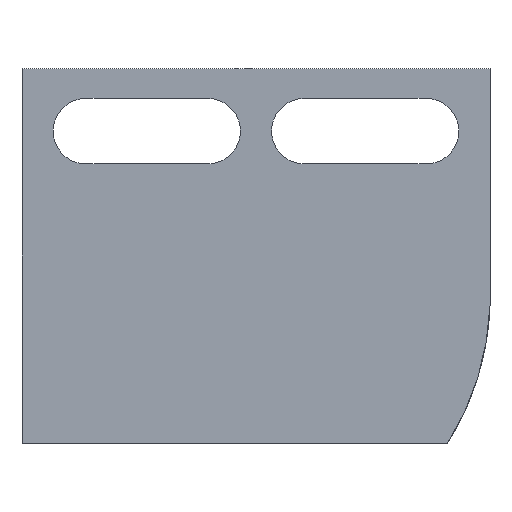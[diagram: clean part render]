
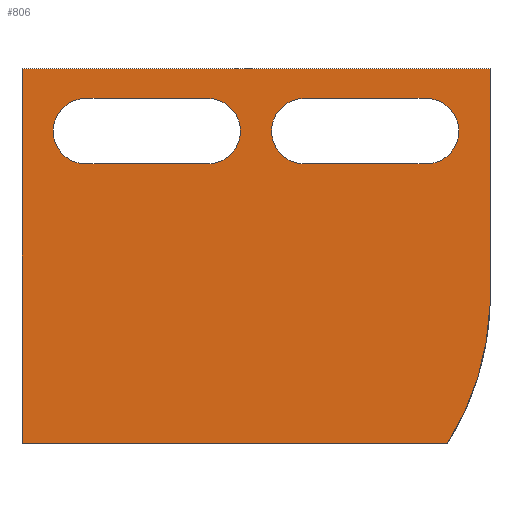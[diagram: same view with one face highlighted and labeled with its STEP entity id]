
A CAD part, front view. The second image highlights one B-rep face of the part: STEP entity #806.
In plain terms, the highlighted planar face has unit normal (0, -1, 0).
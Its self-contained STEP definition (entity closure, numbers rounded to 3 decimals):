
#49=DIRECTION('',(0.,0.,1.));
#50=VECTOR('',#49,24.);
#51=CARTESIAN_POINT('',(0.,-8.,-8.));
#52=LINE('',#51,#50);
#123=CARTESIAN_POINT('',(12.3,-8.,1.477));
#124=DIRECTION('',(0.,-1.,0.));
#125=DIRECTION('',(0.845,0.,-0.535));
#126=AXIS2_PLACEMENT_3D('',#123,#124,#125);
#131=DIRECTION('',(-1.,0.,0.));
#132=VECTOR('',#131,30.);
#133=CARTESIAN_POINT('',(30.,-8.,16.));
#134=LINE('',#133,#132);
#138=CARTESIAN_POINT('',(18.1,-8.,12.));
#139=DIRECTION('',(0.,1.,0.));
#140=DIRECTION('',(0.,0.,-1.));
#141=AXIS2_PLACEMENT_3D('',#138,#139,#140);
#146=CARTESIAN_POINT('',(25.9,-8.,12.));
#147=DIRECTION('',(0.,1.,0.));
#148=DIRECTION('',(0.,0.,1.));
#149=AXIS2_PLACEMENT_3D('',#146,#147,#148);
#154=CARTESIAN_POINT('',(4.1,-8.,12.));
#155=DIRECTION('',(0.,1.,0.));
#156=DIRECTION('',(0.,0.,-1.));
#157=AXIS2_PLACEMENT_3D('',#154,#155,#156);
#162=CARTESIAN_POINT('',(11.9,-8.,12.));
#163=DIRECTION('',(0.,1.,0.));
#164=DIRECTION('',(0.,0.,1.));
#165=AXIS2_PLACEMENT_3D('',#162,#163,#164);
#286=DIRECTION('',(0.,0.,-1.));
#287=VECTOR('',#286,15.173);
#288=CARTESIAN_POINT('',(30.,-8.,16.));
#289=LINE('',#288,#287);
#453=DIRECTION('',(-1.,0.,0.));
#454=VECTOR('',#453,27.263);
#455=CARTESIAN_POINT('',(27.263,-8.,-8.));
#456=LINE('',#455,#454);
#475=DIRECTION('',(-1.,0.,0.));
#476=VECTOR('',#475,7.8);
#477=CARTESIAN_POINT('',(25.9,-8.,14.1));
#478=LINE('',#477,#476);
#503=DIRECTION('',(1.,0.,0.));
#504=VECTOR('',#503,7.8);
#505=CARTESIAN_POINT('',(18.1,-8.,9.9));
#506=LINE('',#505,#504);
#531=DIRECTION('',(-1.,0.,0.));
#532=VECTOR('',#531,7.8);
#533=CARTESIAN_POINT('',(11.9,-8.,14.1));
#534=LINE('',#533,#532);
#559=DIRECTION('',(1.,0.,0.));
#560=VECTOR('',#559,7.8);
#561=CARTESIAN_POINT('',(4.1,-8.,9.9));
#562=LINE('',#561,#560);
#649=CARTESIAN_POINT('',(18.1,-8.,9.9));
#650=CARTESIAN_POINT('',(25.9,-8.,9.9));
#651=VERTEX_POINT('',#649);
#652=VERTEX_POINT('',#650);
#657=CARTESIAN_POINT('',(18.1,-8.,14.1));
#658=VERTEX_POINT('',#657);
#661=CARTESIAN_POINT('',(25.9,-8.,14.1));
#662=VERTEX_POINT('',#661);
#665=CARTESIAN_POINT('',(4.1,-8.,9.9));
#666=CARTESIAN_POINT('',(11.9,-8.,9.9));
#667=VERTEX_POINT('',#665);
#668=VERTEX_POINT('',#666);
#673=CARTESIAN_POINT('',(4.1,-8.,14.1));
#674=VERTEX_POINT('',#673);
#677=CARTESIAN_POINT('',(11.9,-8.,14.1));
#678=VERTEX_POINT('',#677);
#681=CARTESIAN_POINT('',(27.263,-8.,-8.));
#682=CARTESIAN_POINT('',(30.,-8.,0.827));
#683=VERTEX_POINT('',#681);
#684=VERTEX_POINT('',#682);
#690=CARTESIAN_POINT('',(30.,-8.,16.));
#691=VERTEX_POINT('',#690);
#692=CARTESIAN_POINT('',(0.,-8.,16.));
#693=VERTEX_POINT('',#692);
#694=CARTESIAN_POINT('',(0.,-8.,-8.));
#695=VERTEX_POINT('',#694);
#770=CARTESIAN_POINT('',(0.,-8.,-8.));
#771=DIRECTION('',(0.,-1.,0.));
#772=DIRECTION('',(0.,0.,-1.));
#773=AXIS2_PLACEMENT_3D('',#770,#771,#772);
#774=PLANE('',#773);
#776=ORIENTED_EDGE('',*,*,#775,.F.);
#778=ORIENTED_EDGE('',*,*,#777,.T.);
#779=ORIENTED_EDGE('',*,*,#747,.T.);
#781=ORIENTED_EDGE('',*,*,#780,.F.);
#783=ORIENTED_EDGE('',*,*,#782,.T.);
#784=EDGE_LOOP('',(#776,#778,#779,#781,#783));
#785=FACE_OUTER_BOUND('',#784,.F.);
#787=ORIENTED_EDGE('',*,*,#786,.T.);
#789=ORIENTED_EDGE('',*,*,#788,.F.);
#791=ORIENTED_EDGE('',*,*,#790,.T.);
#793=ORIENTED_EDGE('',*,*,#792,.F.);
#794=EDGE_LOOP('',(#787,#789,#791,#793));
#795=FACE_BOUND('',#794,.F.);
#797=ORIENTED_EDGE('',*,*,#796,.T.);
#799=ORIENTED_EDGE('',*,*,#798,.F.);
#801=ORIENTED_EDGE('',*,*,#800,.T.);
#803=ORIENTED_EDGE('',*,*,#802,.F.);
#804=EDGE_LOOP('',(#797,#799,#801,#803));
#805=FACE_BOUND('',#804,.F.);
#806=ADVANCED_FACE('',(#785,#795,#805),#774,.T.);
#127=CIRCLE('',#126,17.712);
#142=CIRCLE('',#141,2.1);
#150=CIRCLE('',#149,2.1);
#158=CIRCLE('',#157,2.1);
#166=CIRCLE('',#165,2.1);
#747=EDGE_CURVE('',#695,#693,#52,.T.);
#775=EDGE_CURVE('',#683,#684,#127,.T.);
#777=EDGE_CURVE('',#683,#695,#456,.T.);
#780=EDGE_CURVE('',#691,#693,#134,.T.);
#782=EDGE_CURVE('',#691,#684,#289,.T.);
#786=EDGE_CURVE('',#662,#658,#478,.T.);
#788=EDGE_CURVE('',#651,#658,#142,.T.);
#790=EDGE_CURVE('',#651,#652,#506,.T.);
#792=EDGE_CURVE('',#662,#652,#150,.T.);
#796=EDGE_CURVE('',#678,#674,#534,.T.);
#798=EDGE_CURVE('',#667,#674,#158,.T.);
#800=EDGE_CURVE('',#667,#668,#562,.T.);
#802=EDGE_CURVE('',#678,#668,#166,.T.);
